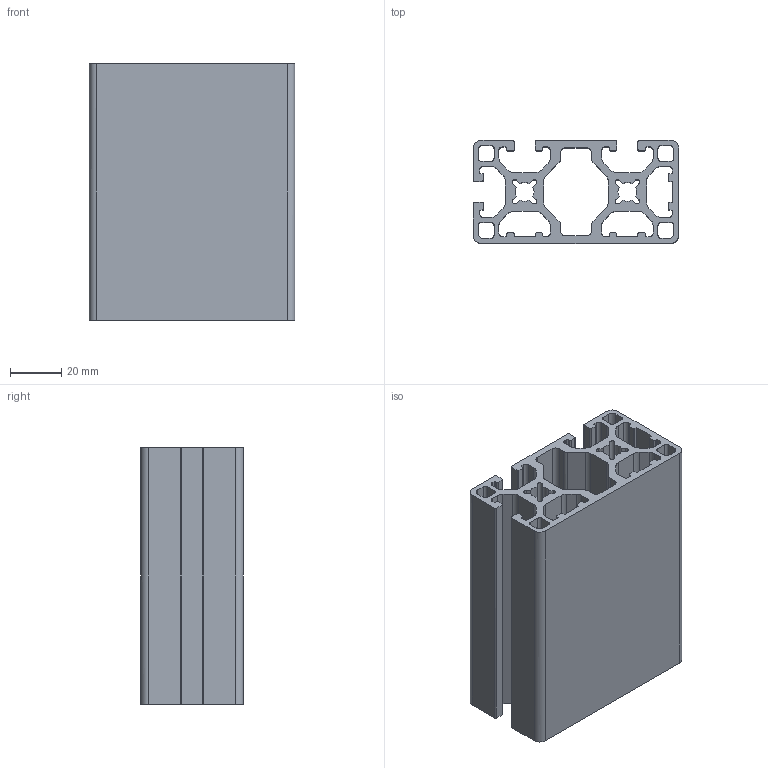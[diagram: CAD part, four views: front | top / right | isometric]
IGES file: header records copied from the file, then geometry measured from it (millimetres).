
Global section: file name: 134080L; native system: Autodesk Inventor 2016; preprocessor: unknown; author: Roudná,; organization: 11; date: 20180429.161426; units: millimetre
Bounding box: 80 x 40 x 100 mm (x, y, z)
Volume: 120593.1 mm3; surface area: 84154.1 mm2
Topology: 1 solids, 1 shells, 260 faces, 774 edges, 516 vertices
Faces by surface type: bspline 260
